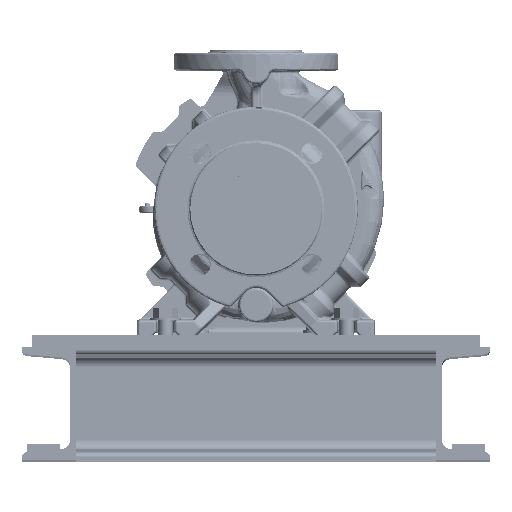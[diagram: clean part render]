
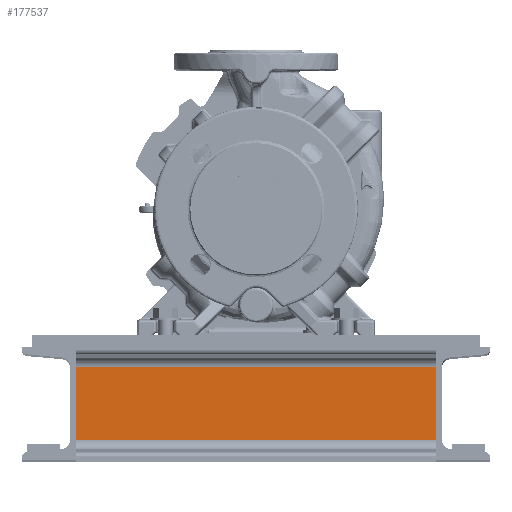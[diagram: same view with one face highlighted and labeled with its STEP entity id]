
A CAD part, top view. The second image highlights one B-rep face of the part: STEP entity #177537.
In plain terms, the highlighted face is planar.
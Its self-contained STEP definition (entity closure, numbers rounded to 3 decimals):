
#1898 = VECTOR ( 'NONE', #36564, 39.37 ) ;
#20308 = EDGE_LOOP ( 'NONE', ( #249607, #108544, #286367, #318638 ) ) ;
#21175 = CARTESIAN_POINT ( 'NONE',  ( 0.209, -1.263, -6.25 ) ) ;
#36564 = DIRECTION ( 'NONE',  ( 0., -1., 0. ) ) ;
#38362 = LINE ( 'NONE', #198233, #254768 ) ;
#54632 = EDGE_CURVE ( 'NONE', #155524, #194347, #247969, .T. ) ;
#97462 = CARTESIAN_POINT ( 'NONE',  ( 0.209, -1.263, -6.25 ) ) ;
#100686 = CARTESIAN_POINT ( 'NONE',  ( 0.209, 1.263, -6.25 ) ) ;
#106178 = DIRECTION ( 'NONE',  ( 0., 0., 1. ) ) ;
#108544 = ORIENTED_EDGE ( 'NONE', *, *, #54632, .T. ) ;
#135115 = EDGE_CURVE ( 'NONE', #283447, #155524, #38362, .T. ) ;
#142930 = DIRECTION ( 'NONE',  ( 0., -1., 0. ) ) ;
#155524 = VERTEX_POINT ( 'NONE', #248596 ) ;
#177537 = ADVANCED_FACE ( 'NONE', ( #201337 ), #404813, .F. ) ;
#180958 = DIRECTION ( 'NONE',  ( 0., 0., 1. ) ) ;
#194347 = VERTEX_POINT ( 'NONE', #426397 ) ;
#198233 = CARTESIAN_POINT ( 'NONE',  ( 0.209, 1.263, -6.25 ) ) ;
#201337 = FACE_OUTER_BOUND ( 'NONE', #20308, .T. ) ;
#225004 = CARTESIAN_POINT ( 'NONE',  ( 0.209, 1.263, -6.25 ) ) ;
#243308 = EDGE_CURVE ( 'NONE', #283447, #376286, #290738, .T. ) ;
#247969 = LINE ( 'NONE', #375018, #338405 ) ;
#248596 = CARTESIAN_POINT ( 'NONE',  ( 0.209, 1.263, 6.25 ) ) ;
#249607 = ORIENTED_EDGE ( 'NONE', *, *, #135115, .T. ) ;
#254768 = VECTOR ( 'NONE', #106178, 39.37 ) ;
#257353 = EDGE_CURVE ( 'NONE', #376286, #194347, #388898, .T. ) ;
#283447 = VERTEX_POINT ( 'NONE', #225004 ) ;
#286367 = ORIENTED_EDGE ( 'NONE', *, *, #257353, .F. ) ;
#290738 = LINE ( 'NONE', #424227, #1898 ) ;
#318638 = ORIENTED_EDGE ( 'NONE', *, *, #243308, .F. ) ;
#333853 = AXIS2_PLACEMENT_3D ( 'NONE', #100686, #337040, #367780 ) ;
#337040 = DIRECTION ( 'NONE',  ( -1., 0., 0. ) ) ;
#338405 = VECTOR ( 'NONE', #142930, 39.37 ) ;
#367780 = DIRECTION ( 'NONE',  ( 0., 0., 1. ) ) ;
#375018 = CARTESIAN_POINT ( 'NONE',  ( 0.209, 1.263, 6.25 ) ) ;
#376286 = VERTEX_POINT ( 'NONE', #97462 ) ;
#378280 = VECTOR ( 'NONE', #180958, 39.37 ) ;
#388898 = LINE ( 'NONE', #21175, #378280 ) ;
#404813 = PLANE ( 'NONE',  #333853 ) ;
#424227 = CARTESIAN_POINT ( 'NONE',  ( 0.209, 1.263, -6.25 ) ) ;
#426397 = CARTESIAN_POINT ( 'NONE',  ( 0.209, -1.263, 6.25 ) ) ;
